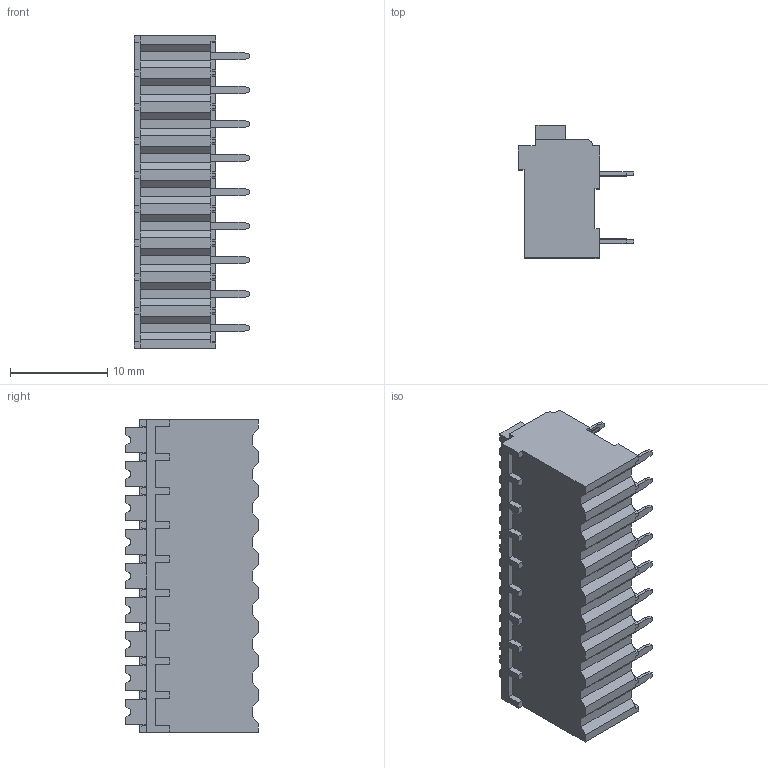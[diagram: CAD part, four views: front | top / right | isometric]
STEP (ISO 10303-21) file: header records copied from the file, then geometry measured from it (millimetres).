
FILE_DESCRIPTION((''),'2;1');
FILE_NAME('TLM-004RT-3_50-XXP-X','2024-09-29T',('sj'),(''),'PRO/ENGINEER BY PARAMETRIC TECHNOLOGY CORPORATION, 2015240','PRO/ENGINEER BY PARAMETRIC TECHNOLOGY CORPORATION, 2015240','');
FILE_SCHEMA(('CONFIG_CONTROL_DESIGN','SHAPE_APPEARANCE_LAYERS_GROUPS'));
Length unit declared in the file: millimetre
Products named in the file (1): TLM-004RT-3_50-XXP-X
Bounding box: 11.9 x 13.65 x 32.2 mm (x, y, z)
Volume: 2763.9 mm3; surface area: 2457 mm2
Topology: 1 solids, 1 shells, 718 faces, 2013 edges, 1342 vertices
Faces by surface type: plane 636, cylinder 82
Entity records: 23038 total; most frequent: CARTESIAN_POINT 4352, ORIENTED_EDGE 4026, DIRECTION 3595, EDGE_CURVE 2013, VECTOR 1759, LINE 1759, VERTEX_POINT 1342, AXIS2_PLACEMENT_3D 918
